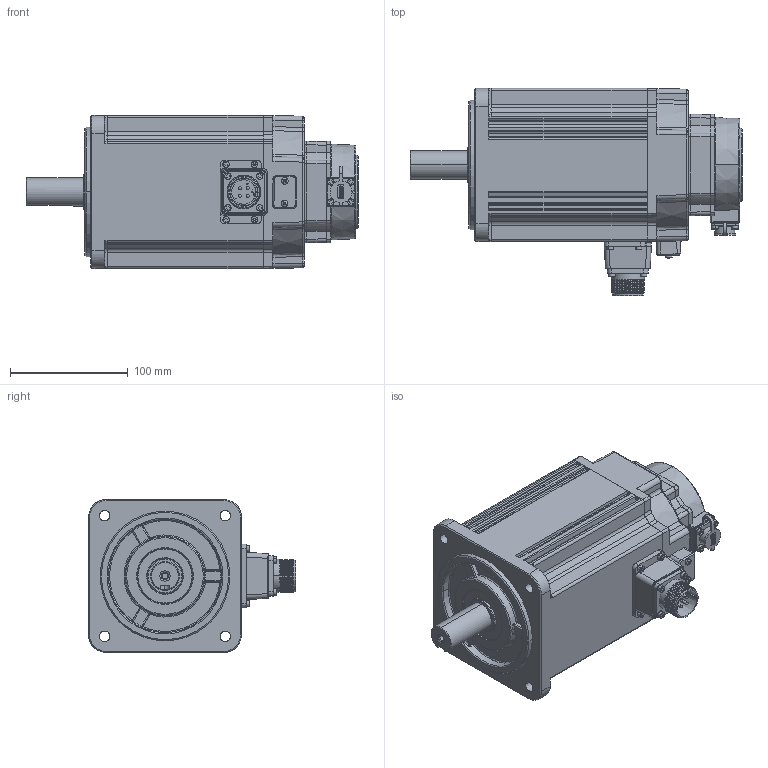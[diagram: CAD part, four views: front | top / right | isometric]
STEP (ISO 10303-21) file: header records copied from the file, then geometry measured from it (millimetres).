
FILE_DESCRIPTION (( 'STEP AP203' ), '1' );
FILE_NAME ('MS6G-130TL15BZ2-22P3.STEP', '2023-03-08T03:10:12', ( '' ), ( '' ), 'SwSTEP 2.0', 'SolidWorks 2016', '' );
FILE_SCHEMA (( 'CONFIG_CONTROL_DESIGN' ));
Length unit declared in the file: millimetre
Products named in the file (1): MS6G-130TL15BZ2-22P3
Bounding box: 282 x 175.9 x 130 mm (x, y, z)
Surface area: 179399.9 mm2 (no closed solid volume)
Topology: 0 solids, 39 shells, 953 faces, 3227 edges, 2272 vertices
Faces by surface type: plane 366, cylinder 324, bspline 120, cone 71, torus 68, sphere 4
Entity records: 48420 total; most frequent: CARTESIAN_POINT 22083, ORIENTED_EDGE 5404, DIRECTION 5058, EDGE_CURVE 3219, VERTEX_POINT 2272, AXIS2_PLACEMENT_3D 1823, VECTOR 1412, LINE 1412
